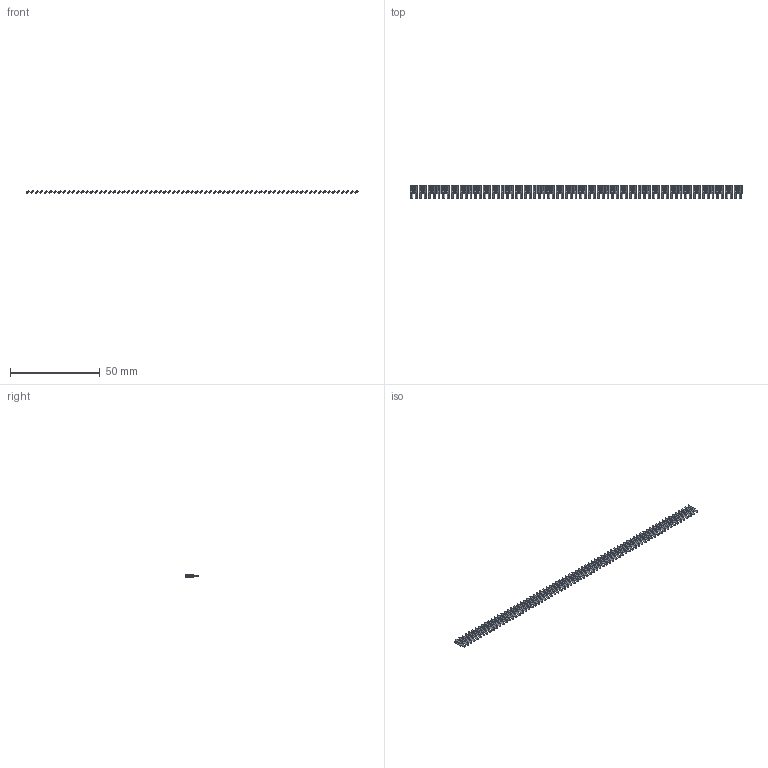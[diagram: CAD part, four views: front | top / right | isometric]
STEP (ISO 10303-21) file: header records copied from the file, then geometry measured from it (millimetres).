
FILE_DESCRIPTION (( 'STEP AP203' ), '1' );
FILE_NAME ('106-073-253-100.STEP', '2020-04-16T22:15:02', ( '' ), ( '' ), 'SwSTEP 2.0', 'SolidWorks 2016', '' );
FILE_SCHEMA (( 'CONFIG_CONTROL_DESIGN' ));
Length unit declared in the file: inch
Products named in the file (2): 100-290-001_100-290-253; 106-073-253-100
Assembly tree (73 placements, depth 2):
  106-073-253-100
    100-290-001_100-290-253  x73
Bounding box: 184.68 x 7.62 x 1.8 mm (x, y, z)
Volume: 402.8 mm3; surface area: 2511.7 mm2
Topology: 73 solids, 73 shells, 1460 faces, 3942 edges, 2628 vertices
Faces by surface type: plane 1387, cylinder 73
Entity records: 3124 total; most frequent: DIRECTION 248, CARTESIAN_POINT 186, LOCAL_TIME 156, DATE_AND_TIME 156, COORDINATED_UNIVERSAL_TIME_OFFSET 156, CALENDAR_DATE 156, ORIENTED_EDGE 108, AXIS2_PLACEMENT_3D 98
